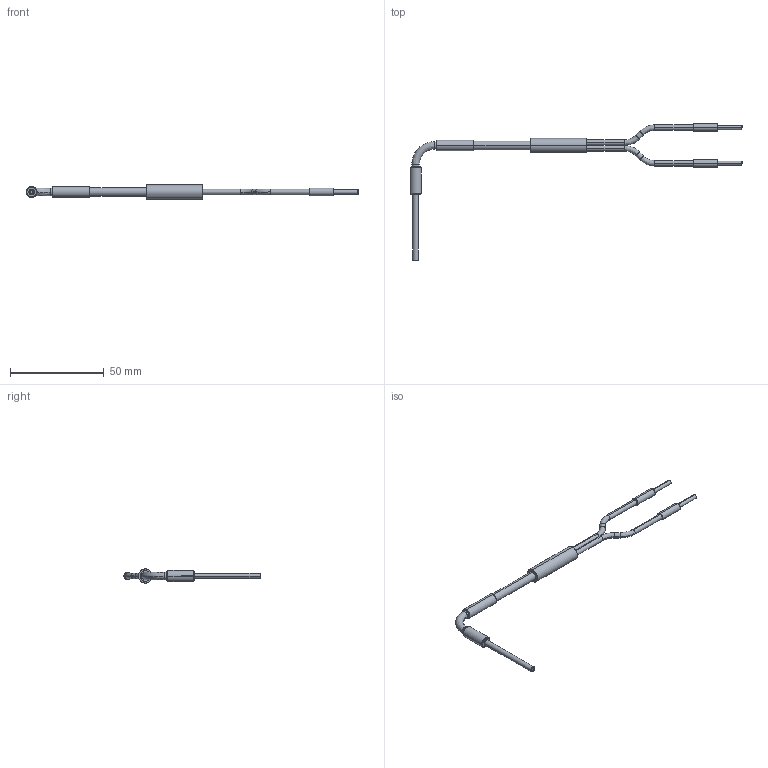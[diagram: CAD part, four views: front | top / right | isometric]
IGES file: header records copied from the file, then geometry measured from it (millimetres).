
Start section: SolidWorks IGES file using analytic representation for surfaces
Global section: file name: GPF-D015-LP250-2.0.IGS; native system: SolidWorks 2018; preprocessor: SolidWorks 2018; author: LTW; date: 171118.064904; units: millimetre
Bounding box: 176.6 x 72.49 x 7.5 mm (x, y, z)
Surface area: 4121.9 mm2 (no closed solid volume)
Topology: 0 solids, 0 shells, 73 faces, 1168 edges, 1168 vertices
Faces by surface type: revolution 44, bspline 29
